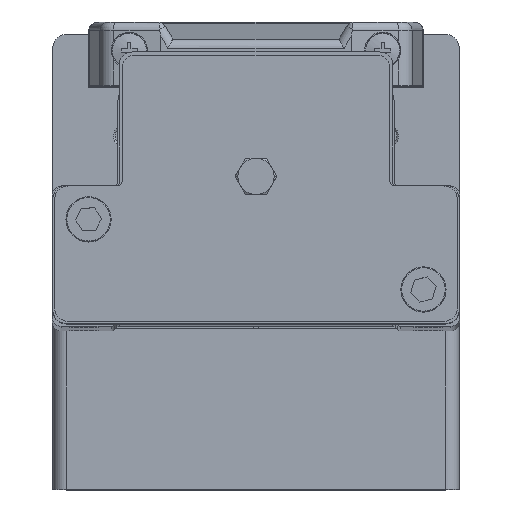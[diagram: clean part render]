
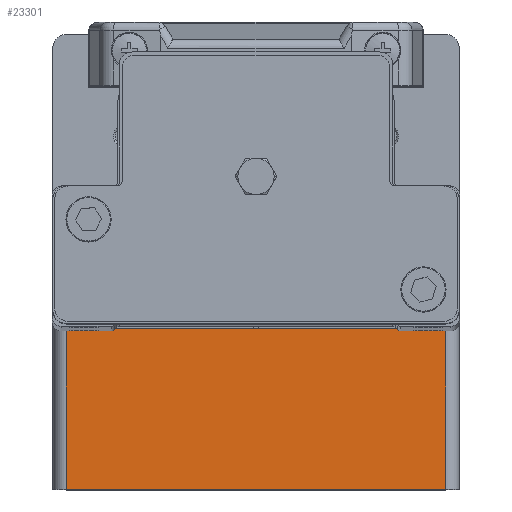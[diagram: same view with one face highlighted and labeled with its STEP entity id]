
A CAD part, top view. The second image highlights one B-rep face of the part: STEP entity #23301.
In plain terms, the highlighted planar face has unit normal (0, 0, 1).
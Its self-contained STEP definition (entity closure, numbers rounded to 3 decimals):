
#233 = VERTEX_POINT ( 'NONE', #17119 ) ;
#1178 = EDGE_CURVE ( 'NONE', #1475, #14424, #21037, .T. ) ;
#1475 = VERTEX_POINT ( 'NONE', #6147 ) ;
#1682 = CARTESIAN_POINT ( 'NONE',  ( -44.9, 72.75, 33.5 ) ) ;
#2809 = CARTESIAN_POINT ( 'NONE',  ( 41.9, 72.75, 33.5 ) ) ;
#2908 = ORIENTED_EDGE ( 'NONE', *, *, #14735, .T. ) ;
#3279 = CARTESIAN_POINT ( 'NONE',  ( -44.9, 72.75, 33.5 ) ) ;
#3286 = VECTOR ( 'NONE', #5237, 1000. ) ;
#4279 = ORIENTED_EDGE ( 'NONE', *, *, #15333, .T. ) ;
#5237 = DIRECTION ( 'NONE',  ( 1., 0., 0. ) ) ;
#5311 = CARTESIAN_POINT ( 'NONE',  ( -44.9, 27.75, 33.5 ) ) ;
#5558 = DIRECTION ( 'NONE',  ( -1., 0., 0. ) ) ;
#5870 = VECTOR ( 'NONE', #7199, 1000. ) ;
#6147 = CARTESIAN_POINT ( 'NONE',  ( -41.9, 27.75, 33.5 ) ) ;
#7119 = DIRECTION ( 'NONE',  ( 0., 1., 0. ) ) ;
#7199 = DIRECTION ( 'NONE',  ( 1., 0., 0. ) ) ;
#7295 = DIRECTION ( 'NONE',  ( 0., 0., -1. ) ) ;
#8432 = VERTEX_POINT ( 'NONE', #2809 ) ;
#8626 = FACE_OUTER_BOUND ( 'NONE', #15105, .T. ) ;
#10843 = DIRECTION ( 'NONE',  ( 0., -1., 0. ) ) ;
#12046 = CARTESIAN_POINT ( 'NONE',  ( 41.9, 27.75, 33.5 ) ) ;
#14424 = VERTEX_POINT ( 'NONE', #12046 ) ;
#14698 = EDGE_CURVE ( 'NONE', #233, #8432, #18483, .T. ) ;
#14735 = EDGE_CURVE ( 'NONE', #14424, #8432, #22914, .T. ) ;
#15105 = EDGE_LOOP ( 'NONE', ( #21953, #4279, #17625, #2908 ) ) ;
#15333 = EDGE_CURVE ( 'NONE', #233, #1475, #21408, .T. ) ;
#16146 = AXIS2_PLACEMENT_3D ( 'NONE', #1682, #7295, #5558 ) ;
#16369 = VECTOR ( 'NONE', #10843, 1000. ) ;
#16503 = CARTESIAN_POINT ( 'NONE',  ( -41.9, 27.75, 33.5 ) ) ;
#16928 = PLANE ( 'NONE',  #16146 ) ;
#17119 = CARTESIAN_POINT ( 'NONE',  ( -41.9, 72.75, 33.5 ) ) ;
#17625 = ORIENTED_EDGE ( 'NONE', *, *, #1178, .T. ) ;
#17881 = VECTOR ( 'NONE', #7119, 1000. ) ;
#18483 = LINE ( 'NONE', #3279, #3286 ) ;
#21037 = LINE ( 'NONE', #5311, #5870 ) ;
#21408 = LINE ( 'NONE', #16503, #16369 ) ;
#21953 = ORIENTED_EDGE ( 'NONE', *, *, #14698, .F. ) ;
#22319 = CARTESIAN_POINT ( 'NONE',  ( 41.9, 72.75, 33.5 ) ) ;
#22914 = LINE ( 'NONE', #22319, #17881 ) ;
#23301 = ADVANCED_FACE ( 'NONE', ( #8626 ), #16928, .F. ) ;
